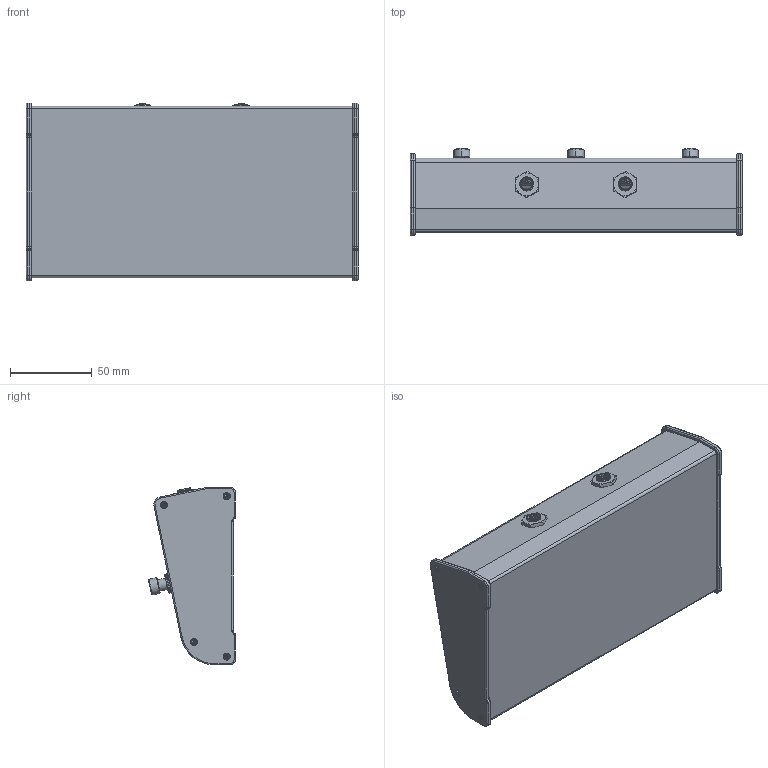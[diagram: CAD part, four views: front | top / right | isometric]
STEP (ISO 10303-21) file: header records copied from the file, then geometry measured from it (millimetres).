
FILE_DESCRIPTION (( 'STEP AP203' ), '1' );
FILE_NAME ('Crate 3-Button Floor Switch.STEP', '2012-06-29T11:38:55', ( 'Sandee Eshner' ), ( 'Microsoft' ), 'SwSTEP 2.0', 'SolidWorks 2012', '' );
FILE_SCHEMA (( 'CONFIG_CONTROL_DESIGN' ));
Length unit declared in the file: inch
Products named in the file (5): Crate 3-Button Floor Switch; Flat Head Screw_AI_CR-FHMS 0.086-64x0.25x0.25-N; 3PDT_Default<As Machined>; phono connector_Default<As Machined>; Crate 3-Button Floor Switch_Default<As Machined>
Assembly tree (14 placements, depth 2):
  Crate 3-Button Floor Switch
    Crate 3-Button Floor Switch_Default<As Machined>
    phono connector_Default<As Machined>  x2
    3PDT_Default<As Machined>  x3
    Flat Head Screw_AI_CR-FHMS 0.086-64x0.25x0.25-N  x8
Bounding box: 203.2 x 53.22 x 108.84 mm (x, y, z)
Volume: 131057.9 mm3; surface area: 143152.8 mm2
Topology: 70 solids, 70 shells, 1272 faces, 2830 edges, 1716 vertices
Faces by surface type: plane 498, cylinder 396, cone 332, torus 32, bspline 11, sphere 3
Entity records: 18903 total; most frequent: CARTESIAN_POINT 3372, DIRECTION 3261, ORIENTED_EDGE 2938, EDGE_CURVE 1469, AXIS2_PLACEMENT_3D 1235, VERTEX_POINT 906, LINE 791, VECTOR 791
